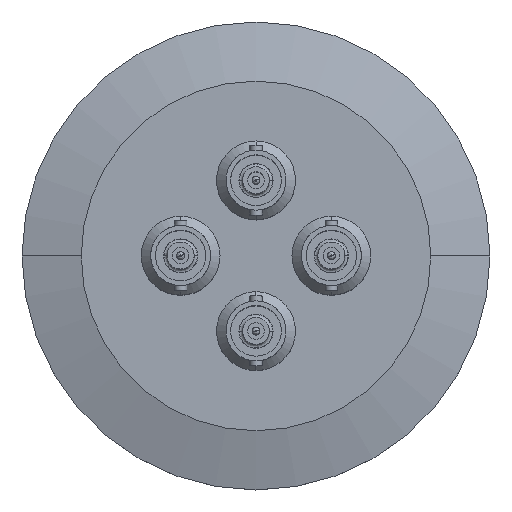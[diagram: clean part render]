
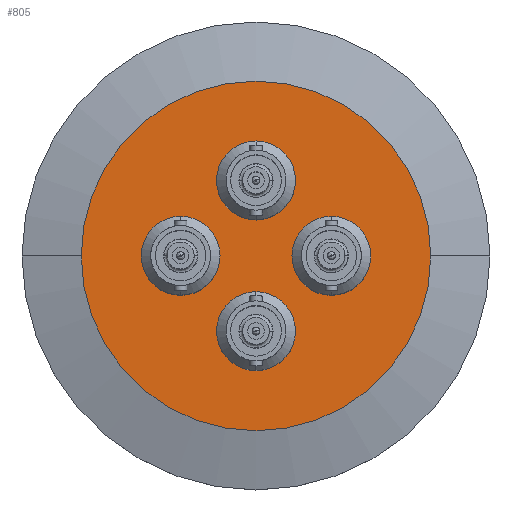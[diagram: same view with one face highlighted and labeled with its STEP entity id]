
A CAD part, top view. The second image highlights one B-rep face of the part: STEP entity #805.
In plain terms, the highlighted planar face has unit normal (0, 0, 1).
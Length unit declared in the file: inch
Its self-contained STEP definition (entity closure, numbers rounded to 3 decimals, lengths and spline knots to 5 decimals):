
#805 = ADVANCED_FACE ( 'NONE', ( #4236, #4242, #4231, #4235, #4240 ), #4805, .T. ) ;
#1130 = ORIENTED_EDGE ( 'NONE', *, *, #2064, .F. ) ;
#1131 = ORIENTED_EDGE ( 'NONE', *, *, #10361, .F. ) ;
#1132 = ORIENTED_EDGE ( 'NONE', *, *, #2065, .F. ) ;
#1133 = ORIENTED_EDGE ( 'NONE', *, *, #2855, .F. ) ;
#1134 = ORIENTED_EDGE ( 'NONE', *, *, #2066, .F. ) ;
#1135 = ORIENTED_EDGE ( 'NONE', *, *, #10390, .F. ) ;
#1136 = ORIENTED_EDGE ( 'NONE', *, *, #2067, .F. ) ;
#1137 = ORIENTED_EDGE ( 'NONE', *, *, #2004, .F. ) ;
#1138 = ORIENTED_EDGE ( 'NONE', *, *, #2068, .T. ) ;
#1139 = ORIENTED_EDGE ( 'NONE', *, *, #2050, .T. ) ;
#1272 = VERTEX_POINT ( 'NONE', #5098 ) ;
#2004 = EDGE_CURVE ( 'NONE', #2622, #2576, #4446, .T. ) ;
#2050 = EDGE_CURVE ( 'NONE', #9912, #1272, #4514, .T. ) ;
#2064 = EDGE_CURVE ( 'NONE', #2637, #2540, #4536, .T. ) ;
#2065 = EDGE_CURVE ( 'NONE', #10953, #2485, #4534, .T. ) ;
#2066 = EDGE_CURVE ( 'NONE', #2598, #2675, #4537, .T. ) ;
#2067 = EDGE_CURVE ( 'NONE', #2576, #2622, #4538, .T. ) ;
#2068 = EDGE_CURVE ( 'NONE', #1272, #9912, #4540, .T. ) ;
#2485 = VERTEX_POINT ( 'NONE', #6260 ) ;
#2540 = VERTEX_POINT ( 'NONE', #6317 ) ;
#2576 = VERTEX_POINT ( 'NONE', #6353 ) ;
#2598 = VERTEX_POINT ( 'NONE', #6375 ) ;
#2622 = VERTEX_POINT ( 'NONE', #6399 ) ;
#2637 = VERTEX_POINT ( 'NONE', #6414 ) ;
#2675 = VERTEX_POINT ( 'NONE', #6452 ) ;
#2855 = EDGE_CURVE ( 'NONE', #2485, #10953, #7390, .T. ) ;
#3860 = AXIS2_PLACEMENT_3D ( 'NONE', #4807, #4803, #4809 ) ;
#4231 = FACE_BOUND ( 'NONE', #9996, .T. ) ;
#4235 = FACE_BOUND ( 'NONE', #9997, .T. ) ;
#4236 = FACE_BOUND ( 'NONE', #10014, .T. ) ;
#4240 = FACE_OUTER_BOUND ( 'NONE', #10004, .T. ) ;
#4242 = FACE_BOUND ( 'NONE', #9998, .T. ) ;
#4446 = CIRCLE ( 'NONE', #5276, 0.2485 ) ;
#4514 = CIRCLE ( 'NONE', #5299, 1.10179 ) ;
#4534 = CIRCLE ( 'NONE', #5310, 0.2485 ) ;
#4536 = CIRCLE ( 'NONE', #5309, 0.2485 ) ;
#4537 = CIRCLE ( 'NONE', #5311, 0.2485 ) ;
#4538 = CIRCLE ( 'NONE', #5312, 0.2485 ) ;
#4540 = CIRCLE ( 'NONE', #5313, 1.10179 ) ;
#4803 = DIRECTION ( 'NONE',  ( 0., 0., 1. ) ) ;
#4805 = PLANE ( 'NONE',  #3860 ) ;
#4807 = CARTESIAN_POINT ( 'NONE',  ( 0., 0., 0.2 ) ) ;
#4809 = DIRECTION ( 'NONE',  ( 1., 0., 0. ) ) ;
#5098 = CARTESIAN_POINT ( 'NONE',  ( -1.10179, 0., 0.2 ) ) ;
#5276 = AXIS2_PLACEMENT_3D ( 'NONE', #5492, #5493, #5494 ) ;
#5299 = AXIS2_PLACEMENT_3D ( 'NONE', #5652, #5653, #5654 ) ;
#5309 = AXIS2_PLACEMENT_3D ( 'NONE', #5703, #5705, #5707 ) ;
#5310 = AXIS2_PLACEMENT_3D ( 'NONE', #5708, #5710, #5711 ) ;
#5311 = AXIS2_PLACEMENT_3D ( 'NONE', #5714, #5715, #5716 ) ;
#5312 = AXIS2_PLACEMENT_3D ( 'NONE', #5718, #5719, #5720 ) ;
#5313 = AXIS2_PLACEMENT_3D ( 'NONE', #5723, #5725, #5727 ) ;
#5481 = AXIS2_PLACEMENT_3D ( 'NONE', #6963, #6964, #6965 ) ;
#5492 = CARTESIAN_POINT ( 'NONE',  ( -0.475, 0., 0.2 ) ) ;
#5493 = DIRECTION ( 'NONE',  ( 0., 0., 1. ) ) ;
#5494 = DIRECTION ( 'NONE',  ( 1., 0., 0. ) ) ;
#5652 = CARTESIAN_POINT ( 'NONE',  ( 0., 0., 0.2 ) ) ;
#5653 = DIRECTION ( 'NONE',  ( 0., 0., 1. ) ) ;
#5654 = DIRECTION ( 'NONE',  ( 1., 0., 0. ) ) ;
#5703 = CARTESIAN_POINT ( 'NONE',  ( 0., -0.475, 0.2 ) ) ;
#5705 = DIRECTION ( 'NONE',  ( 0., 0., 1. ) ) ;
#5707 = DIRECTION ( 'NONE',  ( 1., 0., 0. ) ) ;
#5708 = CARTESIAN_POINT ( 'NONE',  ( 0.475, 0., 0.2 ) ) ;
#5710 = DIRECTION ( 'NONE',  ( 0., 0., 1. ) ) ;
#5711 = DIRECTION ( 'NONE',  ( 1., 0., 0. ) ) ;
#5714 = CARTESIAN_POINT ( 'NONE',  ( 0., 0.475, 0.2 ) ) ;
#5715 = DIRECTION ( 'NONE',  ( 0., 0., 1. ) ) ;
#5716 = DIRECTION ( 'NONE',  ( 1., 0., 0. ) ) ;
#5718 = CARTESIAN_POINT ( 'NONE',  ( -0.475, 0., 0.2 ) ) ;
#5719 = DIRECTION ( 'NONE',  ( 0., 0., 1. ) ) ;
#5720 = DIRECTION ( 'NONE',  ( 1., 0., 0. ) ) ;
#5723 = CARTESIAN_POINT ( 'NONE',  ( 0., 0., 0.2 ) ) ;
#5725 = DIRECTION ( 'NONE',  ( 0., 0., 1. ) ) ;
#5727 = DIRECTION ( 'NONE',  ( 1., 0., 0. ) ) ;
#6260 = CARTESIAN_POINT ( 'NONE',  ( 0.475, -0.2485, 0.2 ) ) ;
#6317 = CARTESIAN_POINT ( 'NONE',  ( 0., -0.7235, 0.2 ) ) ;
#6353 = CARTESIAN_POINT ( 'NONE',  ( -0.475, 0.2485, 0.2 ) ) ;
#6375 = CARTESIAN_POINT ( 'NONE',  ( 0., 0.7235, 0.2 ) ) ;
#6399 = CARTESIAN_POINT ( 'NONE',  ( -0.475, -0.2485, 0.2 ) ) ;
#6414 = CARTESIAN_POINT ( 'NONE',  ( 0., -0.2265, 0.2 ) ) ;
#6452 = CARTESIAN_POINT ( 'NONE',  ( 0., 0.2265, 0.2 ) ) ;
#6963 = CARTESIAN_POINT ( 'NONE',  ( 0.475, 0., 0.2 ) ) ;
#6964 = DIRECTION ( 'NONE',  ( 0., 0., 1. ) ) ;
#6965 = DIRECTION ( 'NONE',  ( 1., 0., 0. ) ) ;
#7390 = CIRCLE ( 'NONE', #5481, 0.2485 ) ;
#7816 = CIRCLE ( 'NONE', #8176, 0.2485 ) ;
#7858 = CIRCLE ( 'NONE', #8188, 0.2485 ) ;
#8176 = AXIS2_PLACEMENT_3D ( 'NONE', #9317, #9318, #9319 ) ;
#8188 = AXIS2_PLACEMENT_3D ( 'NONE', #9407, #9408, #9409 ) ;
#8583 = CARTESIAN_POINT ( 'NONE',  ( 1.10179, 0., 0.2 ) ) ;
#9317 = CARTESIAN_POINT ( 'NONE',  ( 0., -0.475, 0.2 ) ) ;
#9318 = DIRECTION ( 'NONE',  ( 0., 0., 1. ) ) ;
#9319 = DIRECTION ( 'NONE',  ( 1., 0., 0. ) ) ;
#9407 = CARTESIAN_POINT ( 'NONE',  ( 0., 0.475, 0.2 ) ) ;
#9408 = DIRECTION ( 'NONE',  ( 0., 0., 1. ) ) ;
#9409 = DIRECTION ( 'NONE',  ( 1., 0., 0. ) ) ;
#9499 = CARTESIAN_POINT ( 'NONE',  ( 0.475, 0.2485, 0.2 ) ) ;
#9912 = VERTEX_POINT ( 'NONE', #8583 ) ;
#9996 = EDGE_LOOP ( 'NONE', ( #1134, #1135 ) ) ;
#9997 = EDGE_LOOP ( 'NONE', ( #1136, #1137 ) ) ;
#9998 = EDGE_LOOP ( 'NONE', ( #1132, #1133 ) ) ;
#10004 = EDGE_LOOP ( 'NONE', ( #1138, #1139 ) ) ;
#10014 = EDGE_LOOP ( 'NONE', ( #1130, #1131 ) ) ;
#10361 = EDGE_CURVE ( 'NONE', #2540, #2637, #7816, .T. ) ;
#10390 = EDGE_CURVE ( 'NONE', #2675, #2598, #7858, .T. ) ;
#10953 = VERTEX_POINT ( 'NONE', #9499 ) ;
